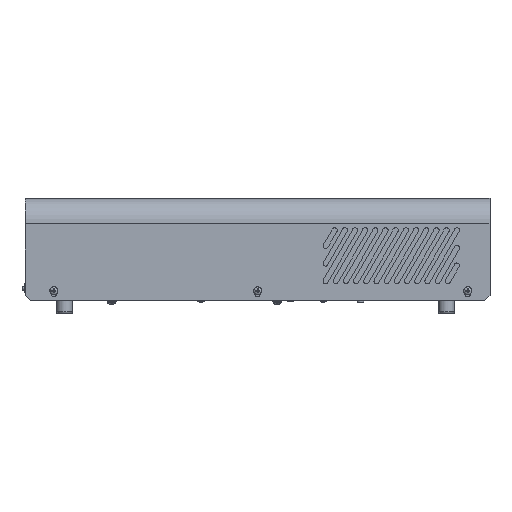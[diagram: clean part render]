
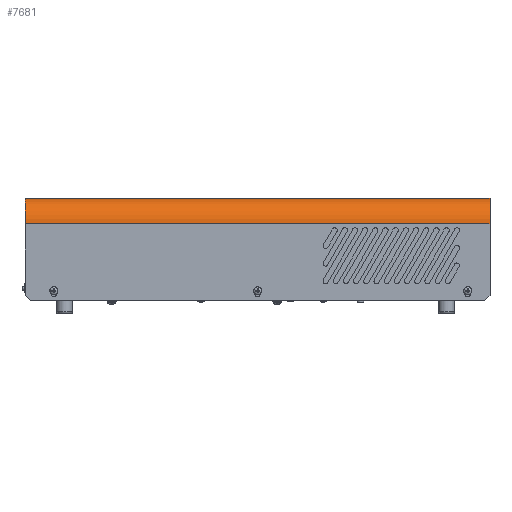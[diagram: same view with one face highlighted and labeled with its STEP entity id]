
A CAD part, top view. The second image highlights one B-rep face of the part: STEP entity #7681.
In plain terms, the highlighted cylindrical face has radius 25.4 mm (diameter 50.8 mm), a partial arc.
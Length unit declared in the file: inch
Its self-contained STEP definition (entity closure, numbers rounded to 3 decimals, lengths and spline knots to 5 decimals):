
#966 = LINE ( 'NONE', #33846, #2660 ) ;
#1164 = DIRECTION ( 'NONE',  ( -1., 0., 0. ) ) ;
#2660 = VECTOR ( 'NONE', #1164, 39.37008 ) ;
#3511 = EDGE_CURVE ( 'NONE', #57735, #57201, #18270, .T. ) ;
#3845 = ORIENTED_EDGE ( 'NONE', *, *, #19196, .F. ) ;
#7681 = ADVANCED_FACE ( 'NONE', ( #61135 ), #45874, .T. ) ;
#12388 = AXIS2_PLACEMENT_3D ( 'NONE', #51982, #19157, #57473 ) ;
#12548 = EDGE_LOOP ( 'NONE', ( #44712, #3845, #59606, #58403 ) ) ;
#13126 = EDGE_CURVE ( 'NONE', #39911, #57201, #52089, .T. ) ;
#13277 = DIRECTION ( 'NONE',  ( 0., 0., 1. ) ) ;
#18270 = CIRCLE ( 'NONE', #56942, 1. ) ;
#19157 = DIRECTION ( 'NONE',  ( -1., 0., 0. ) ) ;
#19196 = EDGE_CURVE ( 'NONE', #35378, #57735, #966, .T. ) ;
#19230 = CARTESIAN_POINT ( 'NONE',  ( -9.03823, 4.47, 6.5 ) ) ;
#20010 = CARTESIAN_POINT ( 'NONE',  ( -9.03823, 5.47, 5.5 ) ) ;
#22941 = VECTOR ( 'NONE', #56865, 39.37008 ) ;
#31417 = CARTESIAN_POINT ( 'NONE',  ( 9.21177, 4.47, 6.5 ) ) ;
#31682 = DIRECTION ( 'NONE',  ( -1., 0., 0. ) ) ;
#32356 = CARTESIAN_POINT ( 'NONE',  ( 9.21177, 5.47, 5.5 ) ) ;
#33846 = CARTESIAN_POINT ( 'NONE',  ( 9.21177, 4.47, 6.5 ) ) ;
#35378 = VERTEX_POINT ( 'NONE', #31417 ) ;
#39911 = VERTEX_POINT ( 'NONE', #32356 ) ;
#40334 = CARTESIAN_POINT ( 'NONE',  ( 9.21177, 5.47, 5.5 ) ) ;
#44712 = ORIENTED_EDGE ( 'NONE', *, *, #3511, .F. ) ;
#45874 = CYLINDRICAL_SURFACE ( 'NONE', #63070, 1. ) ;
#46388 = CIRCLE ( 'NONE', #12388, 1. ) ;
#46654 = EDGE_CURVE ( 'NONE', #35378, #39911, #46388, .T. ) ;
#51552 = CARTESIAN_POINT ( 'NONE',  ( 9.21177, 4.47, 5.5 ) ) ;
#51982 = CARTESIAN_POINT ( 'NONE',  ( 9.21177, 4.47, 5.5 ) ) ;
#52089 = LINE ( 'NONE', #40334, #22941 ) ;
#56865 = DIRECTION ( 'NONE',  ( -1., 0., 0. ) ) ;
#56942 = AXIS2_PLACEMENT_3D ( 'NONE', #64490, #31682, #70006 ) ;
#57040 = DIRECTION ( 'NONE',  ( -1., 0., 0. ) ) ;
#57201 = VERTEX_POINT ( 'NONE', #20010 ) ;
#57473 = DIRECTION ( 'NONE',  ( 0., 0., 1. ) ) ;
#57735 = VERTEX_POINT ( 'NONE', #19230 ) ;
#58403 = ORIENTED_EDGE ( 'NONE', *, *, #13126, .T. ) ;
#59606 = ORIENTED_EDGE ( 'NONE', *, *, #46654, .T. ) ;
#61135 = FACE_OUTER_BOUND ( 'NONE', #12548, .T. ) ;
#63070 = AXIS2_PLACEMENT_3D ( 'NONE', #51552, #57040, #13277 ) ;
#64490 = CARTESIAN_POINT ( 'NONE',  ( -9.03823, 4.47, 5.5 ) ) ;
#70006 = DIRECTION ( 'NONE',  ( 0., 0., 1. ) ) ;
